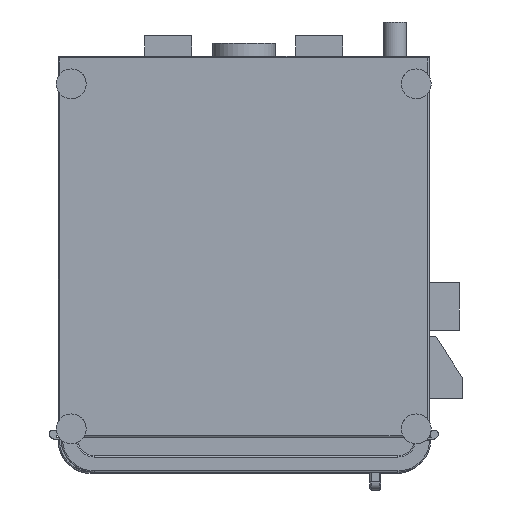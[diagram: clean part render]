
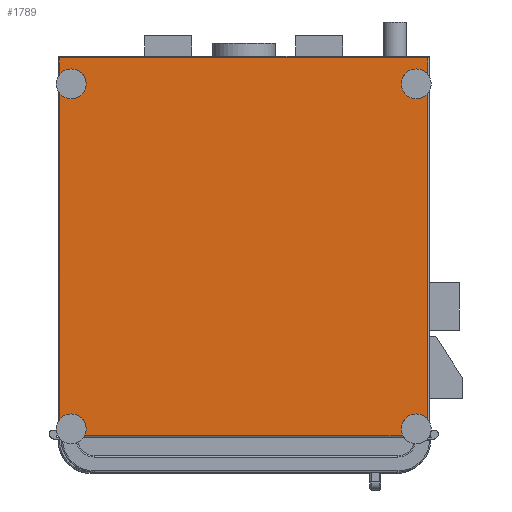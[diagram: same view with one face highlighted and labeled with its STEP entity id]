
A CAD part, front view. The second image highlights one B-rep face of the part: STEP entity #1789.
In plain terms, the highlighted planar face has unit normal (0, -1, 0).
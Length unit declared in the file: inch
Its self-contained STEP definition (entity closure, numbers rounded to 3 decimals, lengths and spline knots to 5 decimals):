
#1=CARTESIAN_POINT('',(16.4409,0.,-17.3541));
#2=DIRECTION('',(0.,-1.,0.));
#3=DIRECTION('',(-1.,0.,0.));
#4=AXIS2_PLACEMENT_3D('',#1,#2,#3);
#6=DIRECTION('',(1.,0.,0.));
#7=VECTOR('',#6,30.36448);
#8=CARTESIAN_POINT('',(-15.18224,0.,-18.0115));
#9=LINE('',#8,#7);
#10=CARTESIAN_POINT('',(-16.4409,0.,-17.3541));
#11=DIRECTION('',(0.,-1.,0.));
#12=DIRECTION('',(0.886,0.,-0.463));
#13=AXIS2_PLACEMENT_3D('',#10,#11,#12);
#15=CARTESIAN_POINT('',(-16.4409,0.,-17.3541));
#16=DIRECTION('',(0.,-1.,0.));
#17=DIRECTION('',(1.,0.,0.));
#18=AXIS2_PLACEMENT_3D('',#15,#16,#17);
#20=DIRECTION('',(0.,0.,-1.));
#21=VECTOR('',#20,31.12166);
#22=CARTESIAN_POINT('',(-17.5554,0.,14.64749));
#23=LINE('',#22,#21);
#24=CARTESIAN_POINT('',(-16.4418,0.,15.52857));
#25=DIRECTION('',(0.,-1.,0.));
#26=DIRECTION('',(-0.784,0.,-0.62));
#27=AXIS2_PLACEMENT_3D('',#24,#25,#26);
#29=CARTESIAN_POINT('',(-16.4418,0.,15.52857));
#30=DIRECTION('',(0.,-1.,0.));
#31=DIRECTION('',(1.,0.,0.));
#32=AXIS2_PLACEMENT_3D('',#29,#30,#31);
#34=DIRECTION('',(0.,0.,-1.));
#35=VECTOR('',#34,1.60115);
#36=CARTESIAN_POINT('',(-17.5554,0.,18.0108));
#37=LINE('',#36,#35);
#38=DIRECTION('',(-1.,0.,0.));
#39=VECTOR('',#38,35.1108);
#40=CARTESIAN_POINT('',(17.5554,0.,18.0108));
#41=LINE('',#40,#39);
#42=DIRECTION('',(0.,0.,1.));
#43=VECTOR('',#42,1.60115);
#44=CARTESIAN_POINT('',(17.5554,0.,16.40965));
#45=LINE('',#44,#43);
#46=CARTESIAN_POINT('',(16.4418,0.,15.52857));
#47=DIRECTION('',(0.,-1.,0.));
#48=DIRECTION('',(0.784,0.,0.62));
#49=AXIS2_PLACEMENT_3D('',#46,#47,#48);
#51=CARTESIAN_POINT('',(16.4418,0.,15.52857));
#52=DIRECTION('',(0.,-1.,0.));
#53=DIRECTION('',(-1.,0.,0.));
#54=AXIS2_PLACEMENT_3D('',#51,#52,#53);
#56=DIRECTION('',(0.,0.,1.));
#57=VECTOR('',#56,31.12166);
#58=CARTESIAN_POINT('',(17.5554,0.,-16.47416));
#59=LINE('',#58,#57);
#60=CARTESIAN_POINT('',(16.4409,0.,-17.3541));
#61=DIRECTION('',(0.,-1.,0.));
#62=DIRECTION('',(0.785,0.,0.62));
#63=AXIS2_PLACEMENT_3D('',#60,#61,#62);
#1442=CARTESIAN_POINT('',(17.5554,0.,18.0108));
#1443=CARTESIAN_POINT('',(-17.5554,0.,18.0108));
#1444=VERTEX_POINT('',#1442);
#1445=VERTEX_POINT('',#1443);
#1598=CARTESIAN_POINT('',(15.0209,0.,-17.3541));
#1599=CARTESIAN_POINT('',(15.18224,0.,-18.0115));
#1600=VERTEX_POINT('',#1598);
#1601=VERTEX_POINT('',#1599);
#1602=CARTESIAN_POINT('',(17.5554,0.,-16.47416));
#1603=VERTEX_POINT('',#1602);
#1604=CARTESIAN_POINT('',(15.0218,0.,15.52857));
#1605=CARTESIAN_POINT('',(17.5554,0.,14.64749));
#1606=VERTEX_POINT('',#1604);
#1607=VERTEX_POINT('',#1605);
#1608=CARTESIAN_POINT('',(17.5554,0.,16.40965));
#1609=VERTEX_POINT('',#1608);
#1610=CARTESIAN_POINT('',(-15.18224,0.,-18.0115));
#1611=CARTESIAN_POINT('',(-15.0209,0.,-17.3541));
#1612=VERTEX_POINT('',#1610);
#1613=VERTEX_POINT('',#1611);
#1614=CARTESIAN_POINT('',(-17.5554,0.,-16.47416));
#1615=VERTEX_POINT('',#1614);
#1616=CARTESIAN_POINT('',(-17.5554,0.,14.64749));
#1617=CARTESIAN_POINT('',(-15.0218,0.,15.52857));
#1618=VERTEX_POINT('',#1616);
#1619=VERTEX_POINT('',#1617);
#1620=CARTESIAN_POINT('',(-17.5554,0.,16.40965));
#1621=VERTEX_POINT('',#1620);
#1754=CARTESIAN_POINT('',(0.,0.,0.));
#1755=DIRECTION('',(0.,1.,0.));
#1756=DIRECTION('',(1.,0.,0.));
#1757=AXIS2_PLACEMENT_3D('',#1754,#1755,#1756);
#1758=PLANE('',#1757);
#1760=ORIENTED_EDGE('',*,*,#1759,.T.);
#1762=ORIENTED_EDGE('',*,*,#1761,.F.);
#1764=ORIENTED_EDGE('',*,*,#1763,.T.);
#1766=ORIENTED_EDGE('',*,*,#1765,.T.);
#1768=ORIENTED_EDGE('',*,*,#1767,.F.);
#1770=ORIENTED_EDGE('',*,*,#1769,.T.);
#1772=ORIENTED_EDGE('',*,*,#1771,.T.);
#1774=ORIENTED_EDGE('',*,*,#1773,.F.);
#1776=ORIENTED_EDGE('',*,*,#1775,.F.);
#1778=ORIENTED_EDGE('',*,*,#1777,.F.);
#1780=ORIENTED_EDGE('',*,*,#1779,.T.);
#1782=ORIENTED_EDGE('',*,*,#1781,.T.);
#1784=ORIENTED_EDGE('',*,*,#1783,.F.);
#1786=ORIENTED_EDGE('',*,*,#1785,.T.);
#1787=EDGE_LOOP('',(#1760,#1762,#1764,#1766,#1768,#1770,#1772,#1774,#1776,#1778,
#1780,#1782,#1784,#1786));
#1788=FACE_OUTER_BOUND('',#1787,.F.);
#1789=ADVANCED_FACE('',(#1788),#1758,.F.);
#5=CIRCLE('',#4,1.42);
#14=CIRCLE('',#13,1.42);
#19=CIRCLE('',#18,1.42);
#28=CIRCLE('',#27,1.42);
#33=CIRCLE('',#32,1.42);
#50=CIRCLE('',#49,1.42);
#55=CIRCLE('',#54,1.42);
#64=CIRCLE('',#63,1.42);
#1759=EDGE_CURVE('',#1600,#1601,#5,.T.);
#1761=EDGE_CURVE('',#1612,#1601,#9,.T.);
#1763=EDGE_CURVE('',#1612,#1613,#14,.T.);
#1765=EDGE_CURVE('',#1613,#1615,#19,.T.);
#1767=EDGE_CURVE('',#1618,#1615,#23,.T.);
#1769=EDGE_CURVE('',#1618,#1619,#28,.T.);
#1771=EDGE_CURVE('',#1619,#1621,#33,.T.);
#1773=EDGE_CURVE('',#1445,#1621,#37,.T.);
#1775=EDGE_CURVE('',#1444,#1445,#41,.T.);
#1777=EDGE_CURVE('',#1609,#1444,#45,.T.);
#1779=EDGE_CURVE('',#1609,#1606,#50,.T.);
#1781=EDGE_CURVE('',#1606,#1607,#55,.T.);
#1783=EDGE_CURVE('',#1603,#1607,#59,.T.);
#1785=EDGE_CURVE('',#1603,#1600,#64,.T.);
